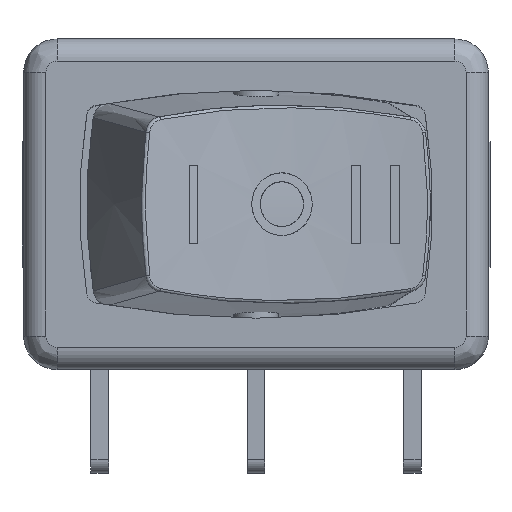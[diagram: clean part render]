
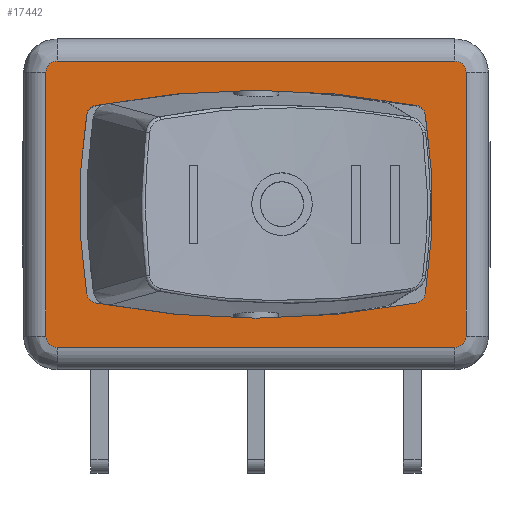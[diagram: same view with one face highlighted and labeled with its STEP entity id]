
A CAD part, top view. The second image highlights one B-rep face of the part: STEP entity #17442.
In plain terms, the highlighted planar face has unit normal (0, 0, 1).
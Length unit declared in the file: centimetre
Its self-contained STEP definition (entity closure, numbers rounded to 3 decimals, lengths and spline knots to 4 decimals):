
#107=FACE_BOUND('',#3072,.T.);
#517=CIRCLE('',#18188,3.82);
#519=CIRCLE('',#18191,0.05);
#521=CIRCLE('',#18194,2.5);
#523=CIRCLE('',#18197,0.05);
#525=CIRCLE('',#18200,3.82);
#527=CIRCLE('',#18203,0.05);
#529=CIRCLE('',#18206,2.5);
#531=CIRCLE('',#18209,0.05);
#535=CIRCLE('',#18215,0.05);
#539=CIRCLE('',#18219,0.05);
#543=CIRCLE('',#18225,0.05);
#547=CIRCLE('',#18229,0.05);
#1111=PLANE('',#18235);
#2046=FACE_OUTER_BOUND('',#3071,.T.);
#3071=EDGE_LOOP('',(#16415,#16416,#16417,#16418,#16419,#16420,#16421,#16422));
#3072=EDGE_LOOP('',(#16423,#16424,#16425,#16426,#16427,#16428,#16429,#16430));
#5453=LINE('',#32912,#7195);
#5455=LINE('',#32948,#7197);
#5458=LINE('',#32955,#7200);
#5460=LINE('',#32986,#7202);
#7195=VECTOR('',#21471,1.);
#7197=VECTOR('',#21491,1.);
#7200=VECTOR('',#21498,1.);
#7202=VECTOR('',#21514,1.);
#8846=VERTEX_POINT('',#32862);
#8847=VERTEX_POINT('',#32864);
#8849=VERTEX_POINT('',#32870);
#8851=VERTEX_POINT('',#32876);
#8853=VERTEX_POINT('',#32882);
#8855=VERTEX_POINT('',#32888);
#8857=VERTEX_POINT('',#32894);
#8859=VERTEX_POINT('',#32900);
#8861=VERTEX_POINT('',#32909);
#8862=VERTEX_POINT('',#32911);
#8865=VERTEX_POINT('',#32926);
#8866=VERTEX_POINT('',#32939);
#8869=VERTEX_POINT('',#32946);
#8870=VERTEX_POINT('',#32951);
#8873=VERTEX_POINT('',#32966);
#8874=VERTEX_POINT('',#32979);
#11347=EDGE_CURVE('',#8847,#8846,#517,.T.);
#11350=EDGE_CURVE('',#8849,#8847,#519,.T.);
#11353=EDGE_CURVE('',#8851,#8849,#521,.T.);
#11356=EDGE_CURVE('',#8853,#8851,#523,.T.);
#11359=EDGE_CURVE('',#8855,#8853,#525,.T.);
#11362=EDGE_CURVE('',#8857,#8855,#527,.T.);
#11365=EDGE_CURVE('',#8859,#8857,#529,.T.);
#11368=EDGE_CURVE('',#8846,#8859,#531,.T.);
#11370=EDGE_CURVE('',#8861,#8862,#5453,.T.);
#11374=EDGE_CURVE('',#8865,#8861,#535,.T.);
#11378=EDGE_CURVE('',#8862,#8866,#539,.T.);
#11380=EDGE_CURVE('',#8869,#8865,#5455,.T.);
#11384=EDGE_CURVE('',#8866,#8870,#5458,.T.);
#11386=EDGE_CURVE('',#8873,#8869,#543,.T.);
#11390=EDGE_CURVE('',#8870,#8874,#547,.T.);
#11392=EDGE_CURVE('',#8874,#8873,#5460,.T.);
#16415=ORIENTED_EDGE('',*,*,#11370,.F.);
#16416=ORIENTED_EDGE('',*,*,#11374,.F.);
#16417=ORIENTED_EDGE('',*,*,#11380,.F.);
#16418=ORIENTED_EDGE('',*,*,#11386,.F.);
#16419=ORIENTED_EDGE('',*,*,#11392,.F.);
#16420=ORIENTED_EDGE('',*,*,#11390,.F.);
#16421=ORIENTED_EDGE('',*,*,#11384,.F.);
#16422=ORIENTED_EDGE('',*,*,#11378,.F.);
#16423=ORIENTED_EDGE('',*,*,#11347,.T.);
#16424=ORIENTED_EDGE('',*,*,#11368,.T.);
#16425=ORIENTED_EDGE('',*,*,#11365,.T.);
#16426=ORIENTED_EDGE('',*,*,#11362,.T.);
#16427=ORIENTED_EDGE('',*,*,#11359,.T.);
#16428=ORIENTED_EDGE('',*,*,#11356,.T.);
#16429=ORIENTED_EDGE('',*,*,#11353,.T.);
#16430=ORIENTED_EDGE('',*,*,#11350,.T.);
#17442=ADVANCED_FACE('',(#2046,#107),#1111,.T.);
#18188=AXIS2_PLACEMENT_3D('',#32865,#21414,#21415);
#18191=AXIS2_PLACEMENT_3D('',#32871,#21421,#21422);
#18194=AXIS2_PLACEMENT_3D('',#32877,#21428,#21429);
#18197=AXIS2_PLACEMENT_3D('',#32883,#21435,#21436);
#18200=AXIS2_PLACEMENT_3D('',#32889,#21442,#21443);
#18203=AXIS2_PLACEMENT_3D('',#32895,#21449,#21450);
#18206=AXIS2_PLACEMENT_3D('',#32901,#21456,#21457);
#18209=AXIS2_PLACEMENT_3D('',#32905,#21463,#21464);
#18215=AXIS2_PLACEMENT_3D('',#32928,#21477,#21478);
#18219=AXIS2_PLACEMENT_3D('',#32943,#21485,#21486);
#18225=AXIS2_PLACEMENT_3D('',#32968,#21501,#21502);
#18229=AXIS2_PLACEMENT_3D('',#32983,#21509,#21510);
#18235=AXIS2_PLACEMENT_3D('',#32996,#21528,#21529);
#21414=DIRECTION('center_axis',(0.,0.,
-1.));
#21415=DIRECTION('ref_axis',(-0.188,-0.982,0.));
#21421=DIRECTION('center_axis',(0.,0.,
-1.));
#21422=DIRECTION('ref_axis',(0.188,-0.982,0.));
#21428=DIRECTION('center_axis',(0.,0.,
-1.));
#21429=DIRECTION('ref_axis',(0.987,-0.16,0.));
#21435=DIRECTION('center_axis',(0.,0.,
-1.));
#21436=DIRECTION('ref_axis',(0.987,0.16,0.));
#21442=DIRECTION('center_axis',(0.,0.,
-1.));
#21443=DIRECTION('ref_axis',(0.188,0.982,0.));
#21449=DIRECTION('center_axis',(0.,0.,
-1.));
#21450=DIRECTION('ref_axis',(-0.188,0.982,0.));
#21456=DIRECTION('center_axis',(0.,0.,
-1.));
#21457=DIRECTION('ref_axis',(-0.987,0.16,0.));
#21463=DIRECTION('center_axis',(0.,0.,
-1.));
#21464=DIRECTION('ref_axis',(-0.987,-0.16,0.));
#21471=DIRECTION('',(0.,1.,0.));
#21477=DIRECTION('center_axis',(0.,0.,
-1.));
#21478=DIRECTION('ref_axis',(-0.707,-0.707,0.));
#21485=DIRECTION('center_axis',(0.,0.,
-1.));
#21486=DIRECTION('ref_axis',(-0.707,0.707,0.));
#21491=DIRECTION('',(-1.,0.,0.));
#21498=DIRECTION('',(1.,0.,0.));
#21501=DIRECTION('center_axis',(0.,0.,
-1.));
#21502=DIRECTION('ref_axis',(0.707,-0.707,0.));
#21509=DIRECTION('center_axis',(0.,0.,
-1.));
#21510=DIRECTION('ref_axis',(0.707,0.707,0.));
#21514=DIRECTION('',(0.,-1.,0.));
#21528=DIRECTION('center_axis',(0.,0.,
1.));
#21529=DIRECTION('ref_axis',(1.,0.,0.));
#32862=CARTESIAN_POINT('',(0.7177,0.442,1.6));
#32864=CARTESIAN_POINT('',(-0.7177,0.442,1.6));
#32865=CARTESIAN_POINT('Origin',(0.,-3.31,1.6));
#32870=CARTESIAN_POINT('',(-0.7576,0.4009,1.6));
#32871=CARTESIAN_POINT('Origin',(-0.7083,0.3929,1.6));
#32876=CARTESIAN_POINT('',(-0.7576,-0.4009,1.6));
#32877=CARTESIAN_POINT('Origin',(1.71,0.,1.6));
#32882=CARTESIAN_POINT('',(-0.7177,-0.442,1.6));
#32883=CARTESIAN_POINT('Origin',(-0.7083,-0.3929,
1.6));
#32888=CARTESIAN_POINT('',(0.7177,-0.442,1.6));
#32889=CARTESIAN_POINT('Origin',(0.,3.31,1.6));
#32894=CARTESIAN_POINT('',(0.7576,-0.4009,1.6));
#32895=CARTESIAN_POINT('Origin',(0.7083,-0.3929,1.6));
#32900=CARTESIAN_POINT('',(0.7576,0.4009,1.6));
#32901=CARTESIAN_POINT('Origin',(-1.71,0.,1.6));
#32905=CARTESIAN_POINT('Origin',(0.7083,0.3929,1.6));
#32909=CARTESIAN_POINT('',(-0.94,-0.59,1.6));
#32911=CARTESIAN_POINT('',(-0.94,0.59,1.6));
#32912=CARTESIAN_POINT('',(-0.94,-0.295,1.6));
#32926=CARTESIAN_POINT('',(-0.89,-0.64,1.6));
#32928=CARTESIAN_POINT('Origin',(-0.89,-0.59,1.6));
#32939=CARTESIAN_POINT('',(-0.89,0.64,1.6));
#32943=CARTESIAN_POINT('Origin',(-0.89,0.59,1.6));
#32946=CARTESIAN_POINT('',(0.89,-0.64,1.6));
#32948=CARTESIAN_POINT('',(0.445,-0.64,1.6));
#32951=CARTESIAN_POINT('',(0.89,0.64,1.6));
#32955=CARTESIAN_POINT('',(-0.445,0.64,1.6));
#32966=CARTESIAN_POINT('',(0.94,-0.59,1.6));
#32968=CARTESIAN_POINT('Origin',(0.89,-0.59,1.6));
#32979=CARTESIAN_POINT('',(0.94,0.59,1.6));
#32983=CARTESIAN_POINT('Origin',(0.89,0.59,1.6));
#32986=CARTESIAN_POINT('',(0.94,0.295,1.6));
#32996=CARTESIAN_POINT('Origin',(0.,0.,
1.6));
